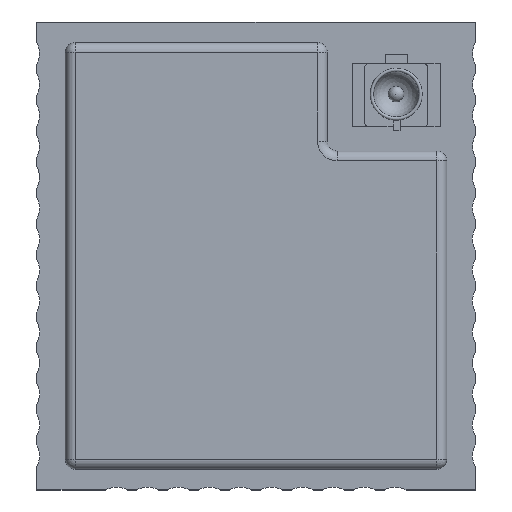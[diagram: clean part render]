
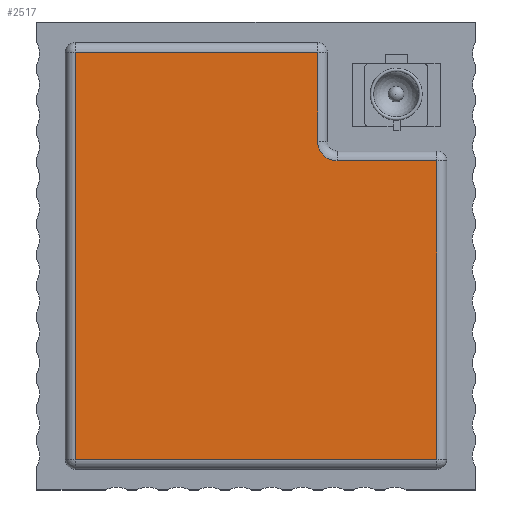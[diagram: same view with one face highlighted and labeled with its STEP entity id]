
A CAD part, top view. The second image highlights one B-rep face of the part: STEP entity #2517.
In plain terms, the highlighted planar face has unit normal (0, 0, 1).
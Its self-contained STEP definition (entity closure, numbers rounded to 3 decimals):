
#297=LINE('',#4203,#549);
#299=LINE('',#4211,#551);
#301=LINE('',#4221,#553);
#303=LINE('',#4233,#555);
#305=LINE('',#4243,#557);
#307=LINE('',#4252,#559);
#549=VECTOR('',#3436,10.);
#551=VECTOR('',#3444,10.);
#553=VECTOR('',#3456,10.);
#555=VECTOR('',#3470,10.);
#557=VECTOR('',#3482,10.);
#559=VECTOR('',#3494,10.);
#637=PLANE('',#2785);
#781=FACE_OUTER_BOUND('',#920,.T.);
#920=EDGE_LOOP('',(#2344,#2345,#2346,#2347,#2348,#2349,#2350));
#1032=CIRCLE('',#2762,0.8);
#1262=VERTEX_POINT('',#4196);
#1265=VERTEX_POINT('',#4201);
#1266=VERTEX_POINT('',#4205);
#1269=VERTEX_POINT('',#4215);
#1272=VERTEX_POINT('',#4223);
#1274=VERTEX_POINT('',#4229);
#1276=VERTEX_POINT('',#4237);
#1607=EDGE_CURVE('',#1265,#1262,#297,.T.);
#1611=EDGE_CURVE('',#1262,#1266,#299,.T.);
#1616=EDGE_CURVE('',#1266,#1269,#301,.T.);
#1619=EDGE_CURVE('',#1269,#1272,#1032,.T.);
#1622=EDGE_CURVE('',#1272,#1274,#303,.T.);
#1627=EDGE_CURVE('',#1274,#1276,#305,.T.);
#1632=EDGE_CURVE('',#1276,#1265,#307,.T.);
#2344=ORIENTED_EDGE('',*,*,#1607,.F.);
#2345=ORIENTED_EDGE('',*,*,#1632,.F.);
#2346=ORIENTED_EDGE('',*,*,#1627,.F.);
#2347=ORIENTED_EDGE('',*,*,#1622,.F.);
#2348=ORIENTED_EDGE('',*,*,#1619,.F.);
#2349=ORIENTED_EDGE('',*,*,#1616,.F.);
#2350=ORIENTED_EDGE('',*,*,#1611,.F.);
#2517=ADVANCED_FACE('',(#781),#637,.T.);
#2762=AXIS2_PLACEMENT_3D('',#4227,#3463,#3464);
#2785=AXIS2_PLACEMENT_3D('',#4270,#3522,#3523);
#3436=DIRECTION('',(0.,1.,0.));
#3444=DIRECTION('',(1.,0.,0.));
#3456=DIRECTION('',(0.,-1.,0.));
#3463=DIRECTION('center_axis',(0.,0.,1.));
#3464=DIRECTION('ref_axis',(-0.707,-0.707,0.));
#3470=DIRECTION('',(1.,0.,0.));
#3482=DIRECTION('',(0.,-1.,0.));
#3494=DIRECTION('',(-1.,0.,0.));
#3522=DIRECTION('center_axis',(0.,0.,1.));
#3523=DIRECTION('ref_axis',(1.,0.,0.));
#4196=CARTESIAN_POINT('',(-7.425,8.35,3.2));
#4201=CARTESIAN_POINT('',(-7.425,-8.35,3.2));
#4203=CARTESIAN_POINT('',(-7.425,4.211,3.2));
#4205=CARTESIAN_POINT('',(2.525,8.35,3.2));
#4211=CARTESIAN_POINT('',(1.298,8.35,3.2));
#4215=CARTESIAN_POINT('',(2.525,4.7,3.2));
#4221=CARTESIAN_POINT('',(2.525,1.986,3.2));
#4223=CARTESIAN_POINT('',(3.325,3.9,3.2));
#4227=CARTESIAN_POINT('Origin',(3.325,4.7,3.2));
#4229=CARTESIAN_POINT('',(7.425,3.9,3.2));
#4233=CARTESIAN_POINT('',(3.748,3.9,3.2));
#4237=CARTESIAN_POINT('',(7.425,-8.35,3.2));
#4243=CARTESIAN_POINT('',(7.425,-4.539,3.2));
#4252=CARTESIAN_POINT('',(-4.077,-8.35,3.2));
#4270=CARTESIAN_POINT('Origin',(-0.329,-0.329,3.2));
